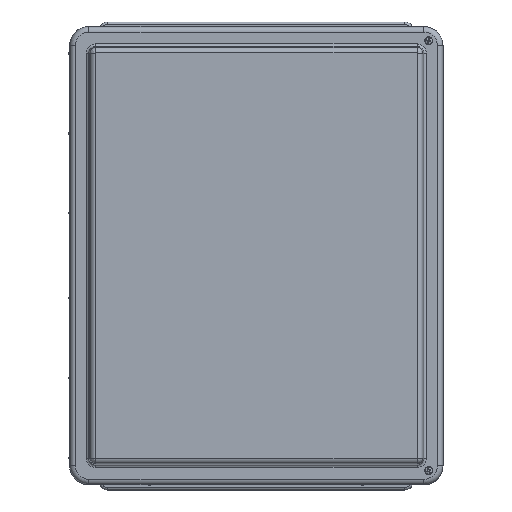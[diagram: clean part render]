
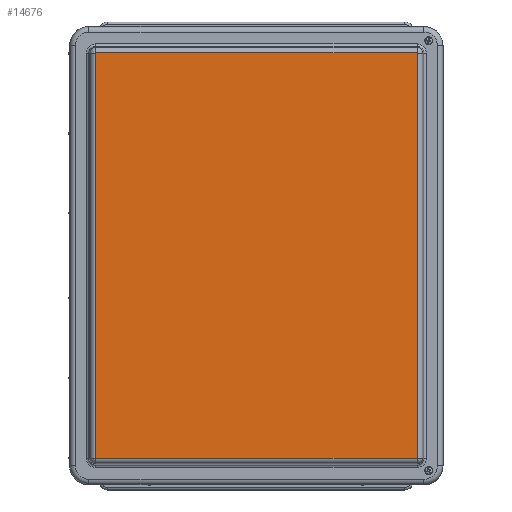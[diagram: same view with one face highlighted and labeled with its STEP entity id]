
A CAD part, top view. The second image highlights one B-rep face of the part: STEP entity #14676.
In plain terms, the highlighted planar face has unit normal (0, 0, 1).
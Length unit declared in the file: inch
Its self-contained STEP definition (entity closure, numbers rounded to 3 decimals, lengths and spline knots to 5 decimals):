
#1262=LINE($,#25763,#2344);
#1265=LINE($,#25770,#2347);
#1266=LINE($,#25803,#2348);
#1269=LINE($,#25810,#2351);
#2344=VECTOR($,#20353,19.03893);
#2347=VECTOR($,#20360,15.124);
#2348=VECTOR($,#20377,15.124);
#2351=VECTOR($,#20384,19.03893);
#2750=PLANE($,#16253);
#4328=FACE_OUTER_BOUND($,#5546,.T.);
#5546=EDGE_LOOP($,(#13366,#13367,#13368,#13369,#13370,#13371,#13372,#13373));
#6431=CIRCLE($,#16228,0.00858);
#6437=CIRCLE($,#16236,0.00858);
#6441=CIRCLE($,#16240,0.00858);
#6445=CIRCLE($,#16246,0.00858);
#7801=VERTEX_POINT($,#25752);
#7802=VERTEX_POINT($,#25754);
#7805=VERTEX_POINT($,#25761);
#7806=VERTEX_POINT($,#25766);
#7809=VERTEX_POINT($,#25781);
#7810=VERTEX_POINT($,#25794);
#7813=VERTEX_POINT($,#25801);
#7814=VERTEX_POINT($,#25806);
#9695=EDGE_CURVE($,#7801,#7802,#6431,.T.);
#9699=EDGE_CURVE($,#7805,#7801,#1262,.T.);
#9703=EDGE_CURVE($,#7802,#7806,#1265,.T.);
#9705=EDGE_CURVE($,#7809,#7805,#6437,.T.);
#9709=EDGE_CURVE($,#7806,#7810,#6441,.T.);
#9711=EDGE_CURVE($,#7813,#7809,#1266,.T.);
#9715=EDGE_CURVE($,#7810,#7814,#1269,.T.);
#9717=EDGE_CURVE($,#7814,#7813,#6445,.T.);
#13366=ORIENTED_EDGE($,*,*,#9695,.F.);
#13367=ORIENTED_EDGE($,*,*,#9699,.F.);
#13368=ORIENTED_EDGE($,*,*,#9705,.F.);
#13369=ORIENTED_EDGE($,*,*,#9711,.F.);
#13370=ORIENTED_EDGE($,*,*,#9717,.F.);
#13371=ORIENTED_EDGE($,*,*,#9715,.F.);
#13372=ORIENTED_EDGE($,*,*,#9709,.F.);
#13373=ORIENTED_EDGE($,*,*,#9703,.F.);
#14676=ADVANCED_FACE($,(#4328),#2750,.T.);
#16228=AXIS2_PLACEMENT_3D($,#25755,#20343,#20344);
#16236=AXIS2_PLACEMENT_3D($,#25783,#20363,#20364);
#16240=AXIS2_PLACEMENT_3D($,#25798,#20371,#20372);
#16246=AXIS2_PLACEMENT_3D($,#25821,#20387,#20388);
#16253=AXIS2_PLACEMENT_3D($,#25840,#20408,#20409);
#20343=DIRECTION('center_axis',(0.,0.,-1.));
#20344=DIRECTION('ref_axis',(0.707,-0.707,0.));
#20353=DIRECTION($,(0.,-1.,0.));
#20360=DIRECTION($,(-1.,0.,0.));
#20363=DIRECTION('center_axis',(0.,0.,-1.));
#20364=DIRECTION('ref_axis',(0.707,0.707,0.));
#20371=DIRECTION('center_axis',(0.,0.,-1.));
#20372=DIRECTION('ref_axis',(-0.707,-0.707,0.));
#20377=DIRECTION($,(1.,0.,0.));
#20384=DIRECTION($,(0.,1.,0.));
#20387=DIRECTION('center_axis',(0.,0.,-1.));
#20388=DIRECTION('ref_axis',(-0.707,0.707,0.));
#20408=DIRECTION('center_axis',(0.,0.,1.));
#20409=DIRECTION('ref_axis',(1.,0.,0.));
#25752=CARTESIAN_POINT('',(7.57058,-9.51947,2.625));
#25754=CARTESIAN_POINT('',(7.562,-9.52804,2.625));
#25755=CARTESIAN_POINT('Origin',(7.562,-9.51947,2.625));
#25761=CARTESIAN_POINT('',(7.57058,9.51947,2.625));
#25763=CARTESIAN_POINT($,(7.57058,9.51947,2.625));
#25766=CARTESIAN_POINT('',(-7.562,-9.52804,2.625));
#25770=CARTESIAN_POINT($,(7.562,-9.52804,2.625));
#25781=CARTESIAN_POINT('',(7.562,9.52804,2.625));
#25783=CARTESIAN_POINT('Origin',(7.562,9.51947,2.625));
#25794=CARTESIAN_POINT('',(-7.57058,-9.51947,2.625));
#25798=CARTESIAN_POINT('Origin',(-7.562,-9.51947,2.625));
#25801=CARTESIAN_POINT('',(-7.562,9.52804,2.625));
#25803=CARTESIAN_POINT($,(-7.562,9.52804,2.625));
#25806=CARTESIAN_POINT('',(-7.57058,9.51947,2.625));
#25810=CARTESIAN_POINT($,(-7.57058,-9.51947,2.625));
#25821=CARTESIAN_POINT('Origin',(-7.562,9.51947,2.625));
#25840=CARTESIAN_POINT('Origin',(0.,0.,2.625));
